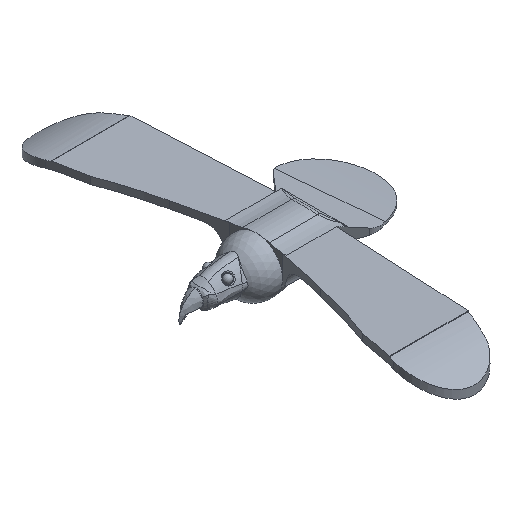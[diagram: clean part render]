
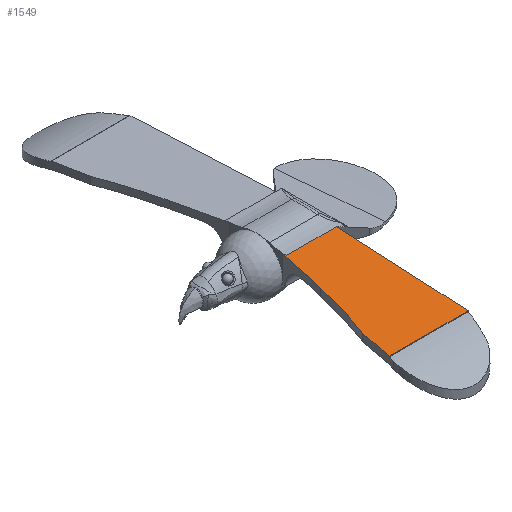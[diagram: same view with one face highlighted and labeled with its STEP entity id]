
A CAD part, isometric view. The second image highlights one B-rep face of the part: STEP entity #1549.
In plain terms, the highlighted planar face has unit normal (0, 0, 1).
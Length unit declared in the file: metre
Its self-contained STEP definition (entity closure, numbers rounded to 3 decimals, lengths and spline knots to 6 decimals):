
#82=PLANE('',#1663);
#115=LINE('',#2157,#199);
#116=LINE('',#2160,#200);
#117=LINE('',#2162,#201);
#118=LINE('',#2164,#202);
#119=LINE('',#2166,#203);
#120=LINE('',#2168,#204);
#199=VECTOR('',#1785,1.);
#200=VECTOR('',#1786,1.);
#201=VECTOR('',#1787,1.);
#202=VECTOR('',#1788,1.);
#203=VECTOR('',#1789,1.);
#204=VECTOR('',#1790,1.);
#282=CIRCLE('',#1664,0.26);
#314=ORIENTED_EDGE('',*,*,#805,.T.);
#315=ORIENTED_EDGE('',*,*,#806,.T.);
#316=ORIENTED_EDGE('',*,*,#807,.F.);
#317=ORIENTED_EDGE('',*,*,#808,.F.);
#318=ORIENTED_EDGE('',*,*,#809,.T.);
#319=ORIENTED_EDGE('',*,*,#810,.T.);
#320=ORIENTED_EDGE('',*,*,#811,.T.);
#805=EDGE_CURVE('',#1050,#1051,#115,.T.);
#806=EDGE_CURVE('',#1051,#1052,#116,.T.);
#807=EDGE_CURVE('',#1053,#1052,#117,.T.);
#808=EDGE_CURVE('',#1054,#1053,#118,.T.);
#809=EDGE_CURVE('',#1054,#1055,#119,.T.);
#810=EDGE_CURVE('',#1055,#1056,#120,.T.);
#811=EDGE_CURVE('',#1056,#1050,#282,.T.);
#1050=VERTEX_POINT('',#2158);
#1051=VERTEX_POINT('',#2159);
#1052=VERTEX_POINT('',#2161);
#1053=VERTEX_POINT('',#2163);
#1054=VERTEX_POINT('',#2165);
#1055=VERTEX_POINT('',#2167);
#1056=VERTEX_POINT('',#2169);
#1313=EDGE_LOOP('',(#314,#315,#316,#317,#318,#319,#320));
#1419=FACE_BOUND('',#1313,.T.);
#1549=ADVANCED_FACE('',(#1419),#82,.T.);
#1663=AXIS2_PLACEMENT_3D('',#2156,#1783,#1784);
#1664=AXIS2_PLACEMENT_3D('',#2170,#1791,#1792);
#1783=DIRECTION('',(0.,0.,1.));
#1784=DIRECTION('',(1.,0.,0.));
#1785=DIRECTION('',(-0.187,-0.982,0.));
#1786=DIRECTION('',(1.,0.,0.));
#1787=DIRECTION('',(-0.049,-0.999,0.));
#1788=DIRECTION('',(1.,0.,0.));
#1789=DIRECTION('',(0.,1.,0.));
#1790=DIRECTION('',(-0.222,-0.975,0.));
#1791=DIRECTION('',(0.,0.,-1.));
#1792=DIRECTION('',(1.,0.,0.));
#2156=CARTESIAN_POINT('',(-0.029083,0.,0.0125));
#2157=CARTESIAN_POINT('',(-0.057003,-0.087493,0.0125));
#2158=CARTESIAN_POINT('',(-0.054949,-0.076687,0.0125));
#2159=CARTESIAN_POINT('',(-0.05849,-0.095319,0.0125));
#2160=CARTESIAN_POINT('',(-0.277958,-0.095319,0.0125));
#2161=CARTESIAN_POINT('',(-0.01415,-0.095319,0.0125));
#2162=CARTESIAN_POINT('',(-0.012084,-0.05337,0.0125));
#2163=CARTESIAN_POINT('',(-0.0103,-0.017144,0.0125));
#2164=CARTESIAN_POINT('',(-0.038428,-0.017144,0.0125));
#2165=CARTESIAN_POINT('',(-0.038426,-0.017144,0.0125));
#2166=CARTESIAN_POINT('',(-0.038426,0.,0.0125));
#2167=CARTESIAN_POINT('',(-0.038426,-0.015,0.0125));
#2168=CARTESIAN_POINT('',(-0.041577,-0.028844,0.0125));
#2169=CARTESIAN_POINT('',(-0.044727,-0.042688,0.0125));
#2170=CARTESIAN_POINT('',(-0.298246,0.015,0.0125));
